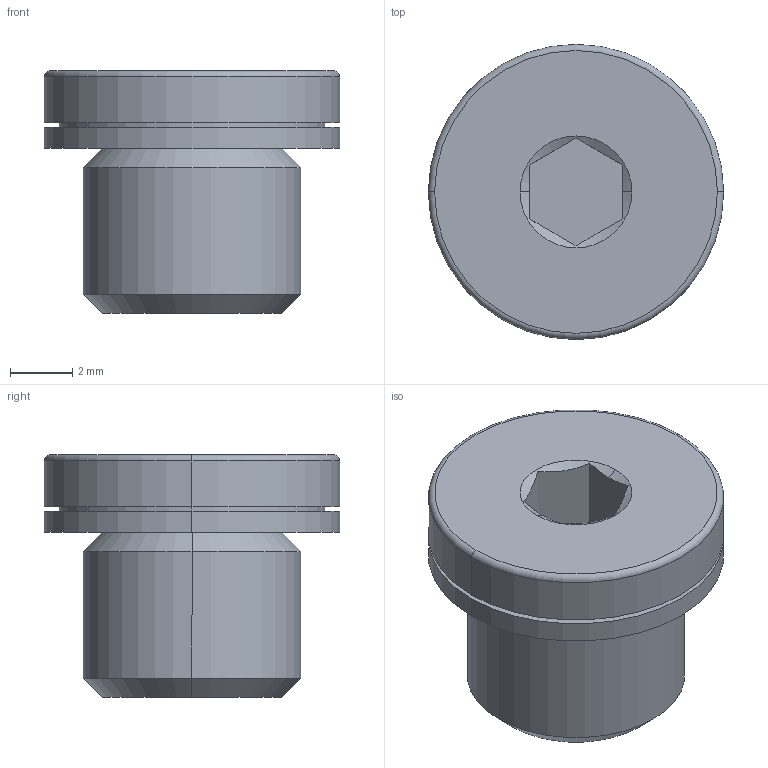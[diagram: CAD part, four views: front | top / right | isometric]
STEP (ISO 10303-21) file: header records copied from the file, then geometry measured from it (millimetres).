
FILE_DESCRIPTION (( 'STEP AP203' ), '1' );
FILE_NAME ('SE_01_1_4003.STEP', '2020-10-21T10:27:23', ( '' ), ( '' ), 'SwSTEP 2.0', 'SolidWorks 2017', '' );
FILE_SCHEMA (( 'CONFIG_CONTROL_DESIGN' ));
Length unit declared in the file: millimetre
Products named in the file (1): SE_01_1_4003
Bounding box: 9.5 x 9.5 x 7.8 mm (x, y, z)
Volume: 351.5 mm3; surface area: 389.7 mm2
Topology: 1 solids, 1 shells, 28 faces, 60 edges, 38 vertices
Faces by surface type: plane 12, cylinder 8, cone 6, torus 2
Entity records: 863 total; most frequent: CARTESIAN_POINT 167, DIRECTION 136, ORIENTED_EDGE 120, EDGE_CURVE 60, AXIS2_PLACEMENT_3D 55, VERTEX_POINT 38, EDGE_LOOP 32, FACE_OUTER_BOUND 28
